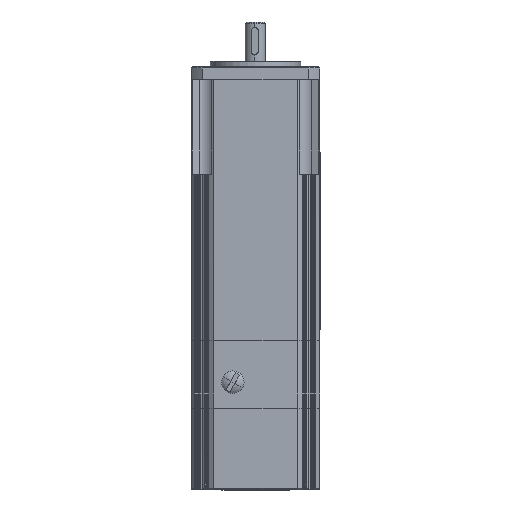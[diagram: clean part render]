
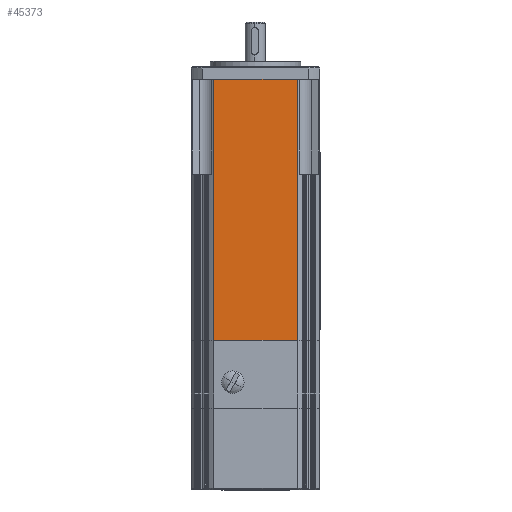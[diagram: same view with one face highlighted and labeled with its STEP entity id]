
A CAD part, front view. The second image highlights one B-rep face of the part: STEP entity #45373.
In plain terms, the highlighted face is planar.
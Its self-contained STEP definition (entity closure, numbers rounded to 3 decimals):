
#38932=CARTESIAN_POINT('',(-18.54,-28.5,0.0));
#38933=VERTEX_POINT('',#38932);
#40082=CARTESIAN_POINT('',(18.54,-28.5,0.0));
#40083=VERTEX_POINT('',#40082);
#40578=CARTESIAN_POINT('',(18.54,-28.5,0.0));
#40579=DIRECTION('',(-1.0,0.0,0.0));
#40580=VECTOR('',#40579,37.081);
#40581=LINE('',#40578,#40580);
#40582=EDGE_CURVE('',#40083,#38933,#40581,.T.);
#40930=CARTESIAN_POINT('',(18.54,-28.5,115.5));
#40931=VERTEX_POINT('',#40930);
#41674=CARTESIAN_POINT('',(-18.54,-28.5,115.5));
#41675=VERTEX_POINT('',#41674);
#42501=CARTESIAN_POINT('',(18.54,-28.5,115.5));
#42502=DIRECTION('',(-1.0,0.0,0.0));
#42503=VECTOR('',#42502,37.081);
#42504=LINE('',#42501,#42503);
#42505=EDGE_CURVE('',#40931,#41675,#42504,.T.);
#44095=CARTESIAN_POINT('',(18.54,-28.5,0.0));
#44096=DIRECTION('',(0.0,0.0,1.0));
#44097=VECTOR('',#44096,115.5);
#44098=LINE('',#44095,#44097);
#44099=EDGE_CURVE('',#40083,#40931,#44098,.T.);
#44605=CARTESIAN_POINT('',(-18.54,-28.5,0.0));
#44606=DIRECTION('',(0.0,0.0,1.0));
#44607=VECTOR('',#44606,115.5);
#44608=LINE('',#44605,#44607);
#44609=EDGE_CURVE('',#38933,#41675,#44608,.T.);
#45362=CARTESIAN_POINT('',(0.,-28.5,0.0));
#45363=DIRECTION('',(0.0,-1.0,0.0));
#45364=DIRECTION('',(0.0,0.0,-1.0));
#45365=AXIS2_PLACEMENT_3D('',#45362,#45363,#45364);
#45366=PLANE('',#45365);
#45367=ORIENTED_EDGE('',*,*,#42505,.T.);
#45368=ORIENTED_EDGE('',*,*,#44609,.F.);
#45369=ORIENTED_EDGE('',*,*,#40582,.F.);
#45370=ORIENTED_EDGE('',*,*,#44099,.T.);
#45371=EDGE_LOOP('',(#45367,#45368,#45369,#45370));
#45372=FACE_OUTER_BOUND('',#45371,.T.);
#45373=ADVANCED_FACE('',(#45372),#45366,.T.);
